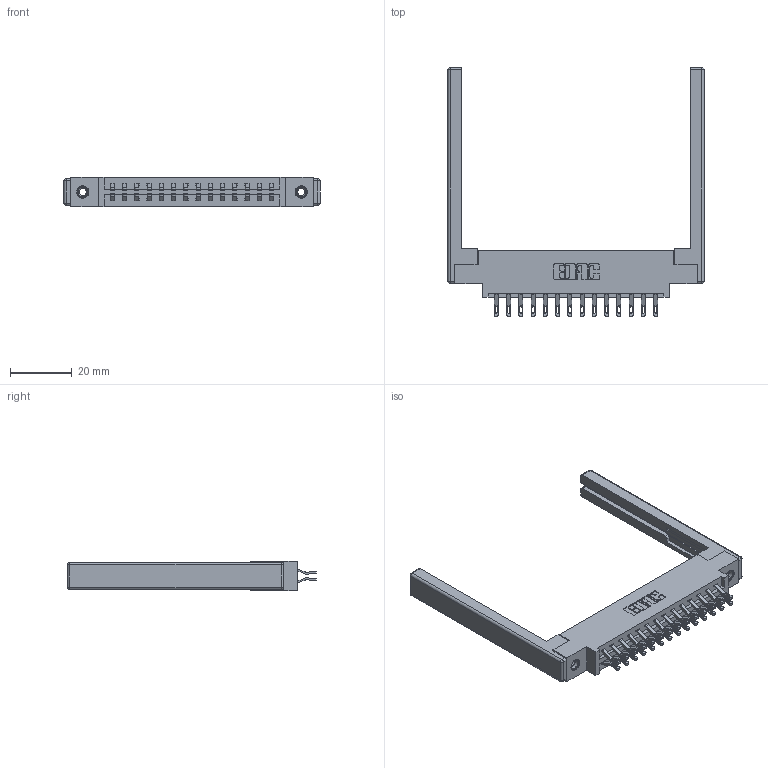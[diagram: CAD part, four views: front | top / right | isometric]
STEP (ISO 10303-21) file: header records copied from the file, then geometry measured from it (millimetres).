
FILE_DESCRIPTION (( 'STEP AP203' ), '1' );
FILE_NAME ('387-028-555-868.STEP', '2019-10-16T22:44:42', ( '' ), ( '' ), 'SwSTEP 2.0', 'SolidWorks 2016', '' );
FILE_SCHEMA (( 'CONFIG_CONTROL_DESIGN' ));
Length unit declared in the file: inch
Products named in the file (5): 307-220-068; 345-250-001_345-250-001-102; 337 Part_0.170 Offset - 0.156 Dia-TI; 345-292-001_555 Tail; 387-028-555-868
Assembly tree (33 placements, depth 2):
  387-028-555-868
    337 Part_0.170 Offset - 0.156 Dia-TI
    345-292-001_555 Tail  x28
    345-250-001_345-250-001-102  x2
    307-220-068  x2
Bounding box: 82.91 x 80.52 x 9.4 mm (x, y, z)
Volume: 12713 mm3; surface area: 13591.4 mm2
Topology: 33 solids, 33 shells, 1952 faces, 6005 edges, 3982 vertices
Faces by surface type: plane 1170, cylinder 758, cone 12, sphere 8, torus 4
Entity records: 17694 total; most frequent: CARTESIAN_POINT 3005, ORIENTED_EDGE 2900, DIRECTION 2648, EDGE_CURVE 1450, LINE 1252, VECTOR 1252, VERTEX_POINT 958, AXIS2_PLACEMENT_3D 698
